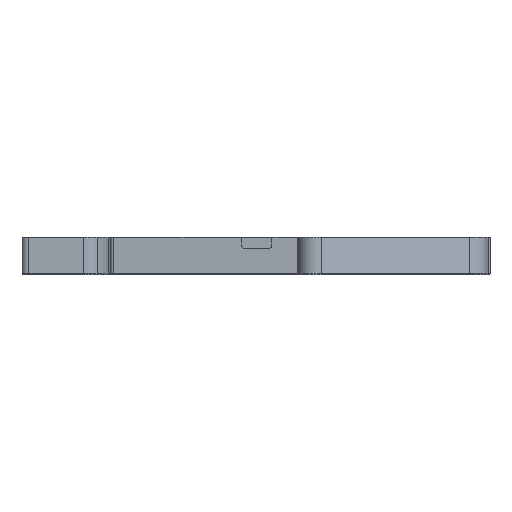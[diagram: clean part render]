
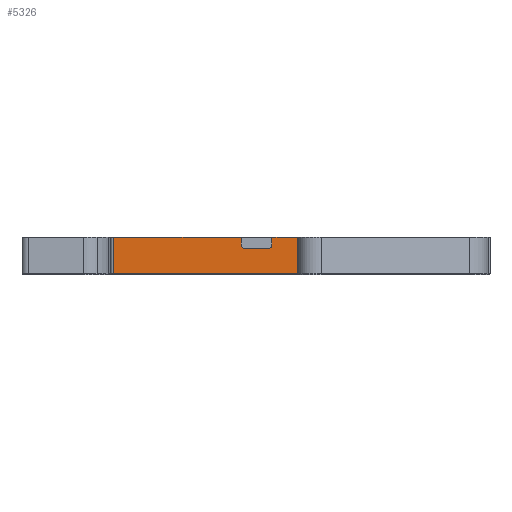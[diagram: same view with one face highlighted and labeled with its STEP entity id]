
A CAD part, front view. The second image highlights one B-rep face of the part: STEP entity #5326.
In plain terms, the highlighted planar face has unit normal (0, -1, 0).
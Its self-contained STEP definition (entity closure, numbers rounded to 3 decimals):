
#223 = ORIENTED_EDGE ( 'NONE', *, *, #1645, .T. ) ;
#542 = EDGE_CURVE ( 'NONE', #15138, #16288, #14069, .T. ) ;
#590 = DIRECTION ( 'NONE',  ( -1., 0., 0. ) ) ;
#678 = AXIS2_PLACEMENT_3D ( 'NONE', #7112, #18777, #7003 ) ;
#854 = VECTOR ( 'NONE', #590, 1000. ) ;
#1105 = CARTESIAN_POINT ( 'NONE',  ( -8.91, -16.201, 79.886 ) ) ;
#1198 = FACE_OUTER_BOUND ( 'NONE', #18911, .T. ) ;
#1445 = ORIENTED_EDGE ( 'NONE', *, *, #542, .T. ) ;
#1607 = DIRECTION ( 'NONE',  ( -1., 0., 0. ) ) ;
#1645 = EDGE_CURVE ( 'NONE', #8972, #16710, #11071, .T. ) ;
#1689 = CARTESIAN_POINT ( 'NONE',  ( -29.912, -16.201, 79.886 ) ) ;
#1879 = CARTESIAN_POINT ( 'NONE',  ( -29.912, -16.201, 79.886 ) ) ;
#1957 = EDGE_CURVE ( 'NONE', #4201, #15138, #13698, .T. ) ;
#2095 = VECTOR ( 'NONE', #8287, 1000. ) ;
#2761 = DIRECTION ( 'NONE',  ( 1., 0., 0. ) ) ;
#3331 = CARTESIAN_POINT ( 'NONE',  ( -3.91, -16.201, 78.586 ) ) ;
#3500 = LINE ( 'NONE', #3695, #18034 ) ;
#3695 = CARTESIAN_POINT ( 'NONE',  ( -3.91, -16.201, 79.936 ) ) ;
#3797 = VERTEX_POINT ( 'NONE', #13950 ) ;
#3873 = CARTESIAN_POINT ( 'NONE',  ( -29.912, -16.201, 79.936 ) ) ;
#4138 = ORIENTED_EDGE ( 'NONE', *, *, #7523, .T. ) ;
#4201 = VERTEX_POINT ( 'NONE', #5398 ) ;
#4651 = CARTESIAN_POINT ( 'NONE',  ( -8.41, -16.201, 78.586 ) ) ;
#4728 = CARTESIAN_POINT ( 'NONE',  ( -3.91, -16.201, 79.886 ) ) ;
#4926 = DIRECTION ( 'NONE',  ( -1., 0., 0. ) ) ;
#5092 = VERTEX_POINT ( 'NONE', #3331 ) ;
#5122 = LINE ( 'NONE', #6553, #2095 ) ;
#5326 = ADVANCED_FACE ( 'NONE', ( #1198 ), #10076, .F. ) ;
#5398 = CARTESIAN_POINT ( 'NONE',  ( -4.41, -16.201, 78.086 ) ) ;
#5745 = VECTOR ( 'NONE', #10763, 1000. ) ;
#5976 = DIRECTION ( 'NONE',  ( 0., 1., 0. ) ) ;
#6167 = DIRECTION ( 'NONE',  ( -1., 0., 0. ) ) ;
#6205 = CARTESIAN_POINT ( 'NONE',  ( 0.792, -16.201, 79.886 ) ) ;
#6553 = CARTESIAN_POINT ( 'NONE',  ( -8.91, -16.201, 79.936 ) ) ;
#6847 = CIRCLE ( 'NONE', #18764, 0.5 ) ;
#6884 = LINE ( 'NONE', #11319, #11637 ) ;
#7003 = DIRECTION ( 'NONE',  ( -1., 0., 0. ) ) ;
#7112 = CARTESIAN_POINT ( 'NONE',  ( -29.912, -16.201, 79.936 ) ) ;
#7523 = EDGE_CURVE ( 'NONE', #5092, #4201, #6847, .T. ) ;
#7691 = LINE ( 'NONE', #1879, #5745 ) ;
#8287 = DIRECTION ( 'NONE',  ( 0., 0., 1. ) ) ;
#8954 = LINE ( 'NONE', #13641, #14294 ) ;
#8960 = EDGE_CURVE ( 'NONE', #3797, #16710, #8954, .T. ) ;
#8972 = VERTEX_POINT ( 'NONE', #1689 ) ;
#9311 = ORIENTED_EDGE ( 'NONE', *, *, #8960, .F. ) ;
#9834 = CARTESIAN_POINT ( 'NONE',  ( -29.912, -16.201, 79.886 ) ) ;
#10076 = PLANE ( 'NONE',  #678 ) ;
#10091 = AXIS2_PLACEMENT_3D ( 'NONE', #4651, #5976, #6167 ) ;
#10200 = DIRECTION ( 'NONE',  ( 0., 1., 0. ) ) ;
#10462 = EDGE_CURVE ( 'NONE', #10824, #12675, #17001, .T. ) ;
#10624 = CARTESIAN_POINT ( 'NONE',  ( -29.912, -16.201, 78.086 ) ) ;
#10763 = DIRECTION ( 'NONE',  ( 1., 0., 0. ) ) ;
#10824 = VERTEX_POINT ( 'NONE', #4728 ) ;
#11071 = LINE ( 'NONE', #3873, #16405 ) ;
#11319 = CARTESIAN_POINT ( 'NONE',  ( 0.792, -16.201, 79.936 ) ) ;
#11458 = EDGE_CURVE ( 'NONE', #10824, #5092, #3500, .T. ) ;
#11512 = ORIENTED_EDGE ( 'NONE', *, *, #1957, .T. ) ;
#11556 = ORIENTED_EDGE ( 'NONE', *, *, #15022, .T. ) ;
#11637 = VECTOR ( 'NONE', #18195, 1000. ) ;
#12400 = DIRECTION ( 'NONE',  ( 0., 0., -1. ) ) ;
#12598 = CARTESIAN_POINT ( 'NONE',  ( -29.912, -16.201, 73.886 ) ) ;
#12675 = VERTEX_POINT ( 'NONE', #6205 ) ;
#12707 = CARTESIAN_POINT ( 'NONE',  ( -8.91, -16.201, 78.586 ) ) ;
#13641 = CARTESIAN_POINT ( 'NONE',  ( 0.792, -16.201, 73.886 ) ) ;
#13698 = LINE ( 'NONE', #10624, #854 ) ;
#13950 = CARTESIAN_POINT ( 'NONE',  ( 0.792, -16.201, 73.886 ) ) ;
#14069 = CIRCLE ( 'NONE', #10091, 0.5 ) ;
#14270 = ORIENTED_EDGE ( 'NONE', *, *, #15249, .F. ) ;
#14294 = VECTOR ( 'NONE', #4926, 1000. ) ;
#14512 = CARTESIAN_POINT ( 'NONE',  ( -8.41, -16.201, 78.086 ) ) ;
#15022 = EDGE_CURVE ( 'NONE', #16288, #16613, #5122, .T. ) ;
#15138 = VERTEX_POINT ( 'NONE', #14512 ) ;
#15249 = EDGE_CURVE ( 'NONE', #8972, #16613, #7691, .T. ) ;
#15552 = DIRECTION ( 'NONE',  ( 0., 0., -1. ) ) ;
#16125 = CARTESIAN_POINT ( 'NONE',  ( -4.41, -16.201, 78.586 ) ) ;
#16288 = VERTEX_POINT ( 'NONE', #12707 ) ;
#16405 = VECTOR ( 'NONE', #15552, 1000. ) ;
#16613 = VERTEX_POINT ( 'NONE', #1105 ) ;
#16710 = VERTEX_POINT ( 'NONE', #12598 ) ;
#16992 = ORIENTED_EDGE ( 'NONE', *, *, #18261, .F. ) ;
#17001 = LINE ( 'NONE', #9834, #18885 ) ;
#18034 = VECTOR ( 'NONE', #12400, 1000. ) ;
#18099 = ORIENTED_EDGE ( 'NONE', *, *, #10462, .F. ) ;
#18195 = DIRECTION ( 'NONE',  ( 0., 0., -1. ) ) ;
#18209 = ORIENTED_EDGE ( 'NONE', *, *, #11458, .T. ) ;
#18261 = EDGE_CURVE ( 'NONE', #12675, #3797, #6884, .T. ) ;
#18764 = AXIS2_PLACEMENT_3D ( 'NONE', #16125, #10200, #1607 ) ;
#18777 = DIRECTION ( 'NONE',  ( 0., 1., 0. ) ) ;
#18885 = VECTOR ( 'NONE', #2761, 1000. ) ;
#18911 = EDGE_LOOP ( 'NONE', ( #9311, #16992, #18099, #18209, #4138, #11512, #1445, #11556, #14270, #223 ) ) ;
